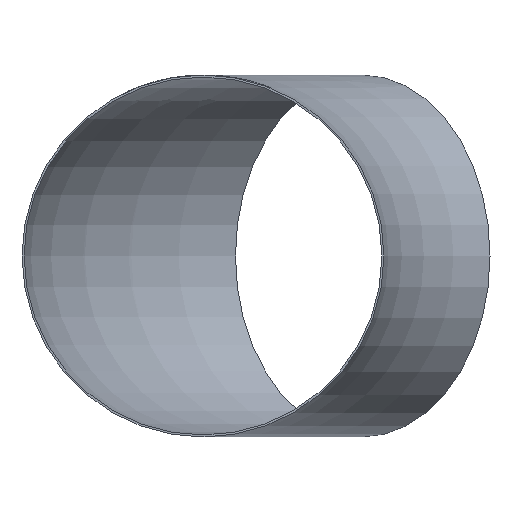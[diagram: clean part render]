
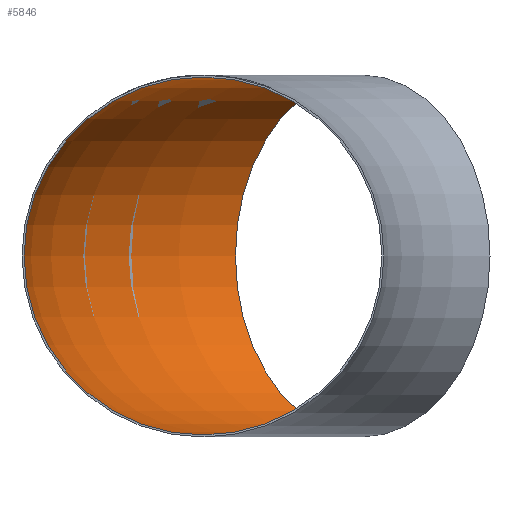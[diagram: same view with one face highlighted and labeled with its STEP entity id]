
A CAD part, front view. The second image highlights one B-rep face of the part: STEP entity #5846.
In plain terms, the highlighted toroidal (fillet/blend) face has major radius 1067 mm and minor radius 351.6 mm.
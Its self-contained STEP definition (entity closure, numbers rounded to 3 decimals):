
#626 = FACE_OUTER_BOUND ( 'NONE', #717, .T. ) ;
#717 = EDGE_LOOP ( 'NONE', ( #24581 ) ) ;
#1834 = TOROIDAL_SURFACE ( 'NONE', #14258, 1067., 351.6 ) ;
#1913 = VERTEX_POINT ( 'NONE', #6303 ) ;
#2133 = CIRCLE ( 'NONE', #6943, 351.6 ) ;
#2885 = DIRECTION ( 'NONE',  ( -1., 0., 0. ) ) ;
#5131 = DIRECTION ( 'NONE',  ( -0.707, 0.707, 0. ) ) ;
#5846 = ADVANCED_FACE ( 'NONE', ( #626, #10534 ), #1834, .F. ) ;
#6303 = CARTESIAN_POINT ( 'NONE',  ( -1003.102, 1003.102, 0. ) ) ;
#6943 = AXIS2_PLACEMENT_3D ( 'NONE', #9527, #22324, #5131 ) ;
#8023 = DIRECTION ( 'NONE',  ( 0., 1., 0. ) ) ;
#9081 = CARTESIAN_POINT ( 'NONE',  ( -1067., 0., 351.6 ) ) ;
#9527 = CARTESIAN_POINT ( 'NONE',  ( -754.483, 754.483, 0. ) ) ;
#10257 = DIRECTION ( 'NONE',  ( 0., 0., 1. ) ) ;
#10534 = FACE_OUTER_BOUND ( 'NONE', #23176, .T. ) ;
#10571 = ORIENTED_EDGE ( 'NONE', *, *, #10754, .F. ) ;
#10662 = DIRECTION ( 'NONE',  ( 0., 0., -1. ) ) ;
#10754 = EDGE_CURVE ( 'NONE', #18599, #18599, #14024, .T. ) ;
#14024 = CIRCLE ( 'NONE', #18435, 351.6 ) ;
#14258 = AXIS2_PLACEMENT_3D ( 'NONE', #17935, #10662, #2885 ) ;
#15797 = EDGE_CURVE ( 'NONE', #1913, #1913, #2133, .T. ) ;
#17935 = CARTESIAN_POINT ( 'NONE',  ( 0., 0., 0. ) ) ;
#18435 = AXIS2_PLACEMENT_3D ( 'NONE', #19931, #8023, #10257 ) ;
#18599 = VERTEX_POINT ( 'NONE', #9081 ) ;
#19931 = CARTESIAN_POINT ( 'NONE',  ( -1067., 0., 0. ) ) ;
#22324 = DIRECTION ( 'NONE',  ( 0.707, 0.707, 0. ) ) ;
#23176 = EDGE_LOOP ( 'NONE', ( #10571 ) ) ;
#24581 = ORIENTED_EDGE ( 'NONE', *, *, #15797, .T. ) ;
